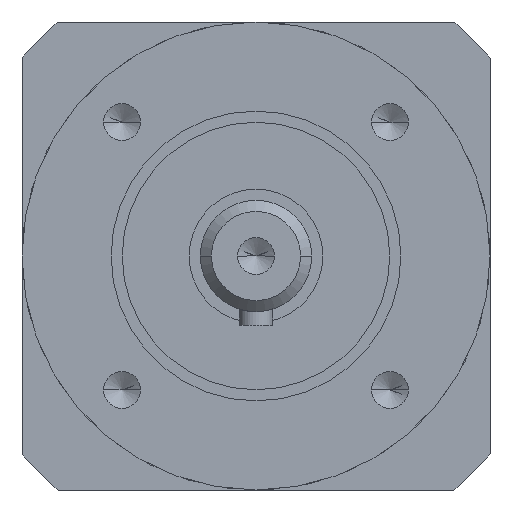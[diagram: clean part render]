
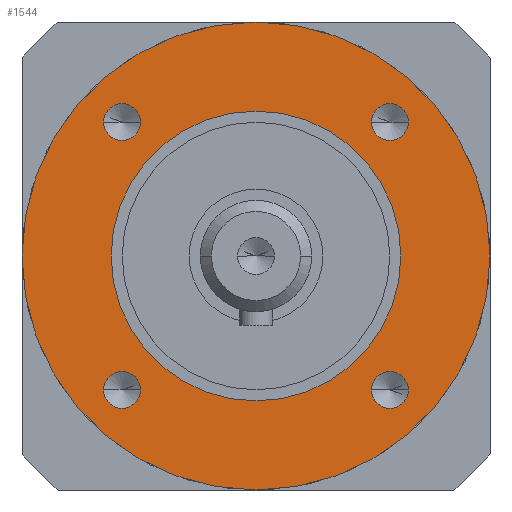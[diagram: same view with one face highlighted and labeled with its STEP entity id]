
A CAD part, left-side view. The second image highlights one B-rep face of the part: STEP entity #1544.
In plain terms, the highlighted planar face has unit normal (-1, 0, 0).
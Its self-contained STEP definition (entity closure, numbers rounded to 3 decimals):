
#9 = DIRECTION ( 'NONE',  ( 0., 1., 0. ) ) ;
#32 = DIRECTION ( 'NONE',  ( 0., 1., 0. ) ) ;
#53 = DIRECTION ( 'NONE',  ( 0., 1., 0. ) ) ;
#83 = CIRCLE ( 'NONE', #3771, 1.65 ) ;
#141 = DIRECTION ( 'NONE',  ( -1., 0., 0. ) ) ;
#162 = DIRECTION ( 'NONE',  ( 1., 0., 0. ) ) ;
#193 = CARTESIAN_POINT ( 'NONE',  ( 54.29, 0., 0. ) ) ;
#294 = ORIENTED_EDGE ( 'NONE', *, *, #635, .F. ) ;
#344 = CARTESIAN_POINT ( 'NONE',  ( 54.29, 13.671, -12.021 ) ) ;
#404 = AXIS2_PLACEMENT_3D ( 'NONE', #1927, #3445, #32 ) ;
#417 = VERTEX_POINT ( 'NONE', #4063 ) ;
#421 = CIRCLE ( 'NONE', #1317, 21. ) ;
#459 = CARTESIAN_POINT ( 'NONE',  ( 54.29, -12.021, 12.021 ) ) ;
#473 = ORIENTED_EDGE ( 'NONE', *, *, #1810, .F. ) ;
#489 = ORIENTED_EDGE ( 'NONE', *, *, #2841, .F. ) ;
#534 = FACE_BOUND ( 'NONE', #4512, .T. ) ;
#535 = DIRECTION ( 'NONE',  ( 0., 1., 0. ) ) ;
#583 = VERTEX_POINT ( 'NONE', #1935 ) ;
#633 = EDGE_LOOP ( 'NONE', ( #4046, #489 ) ) ;
#635 = EDGE_CURVE ( 'NONE', #417, #2980, #83, .T. ) ;
#646 = EDGE_CURVE ( 'NONE', #1508, #583, #1613, .T. ) ;
#667 = ORIENTED_EDGE ( 'NONE', *, *, #915, .T. ) ;
#671 = EDGE_LOOP ( 'NONE', ( #473, #294 ) ) ;
#675 = CIRCLE ( 'NONE', #3449, 21. ) ;
#747 = AXIS2_PLACEMENT_3D ( 'NONE', #1912, #3428, #9 ) ;
#904 = FACE_BOUND ( 'NONE', #2182, .T. ) ;
#915 = EDGE_CURVE ( 'NONE', #1629, #3733, #675, .T. ) ;
#970 = EDGE_CURVE ( 'NONE', #3733, #1629, #421, .T. ) ;
#1072 = CIRCLE ( 'NONE', #1705, 1.65 ) ;
#1198 = DIRECTION ( 'NONE',  ( 0., 1., 0. ) ) ;
#1234 = DIRECTION ( 'NONE',  ( -1., 0., 0. ) ) ;
#1317 = AXIS2_PLACEMENT_3D ( 'NONE', #4821, #1397, #2924 ) ;
#1327 = ORIENTED_EDGE ( 'NONE', *, *, #4635, .F. ) ;
#1337 = ORIENTED_EDGE ( 'NONE', *, *, #970, .T. ) ;
#1397 = DIRECTION ( 'NONE',  ( -1., 0., 0. ) ) ;
#1508 = VERTEX_POINT ( 'NONE', #3898 ) ;
#1516 = DIRECTION ( 'NONE',  ( 0., 1., 0. ) ) ;
#1544 = ADVANCED_FACE ( 'NONE', ( #2808, #4331, #904, #2447, #3951, #534 ), #2067, .F. ) ;
#1587 = EDGE_CURVE ( 'NONE', #3282, #1667, #4047, .T. ) ;
#1609 = CARTESIAN_POINT ( 'NONE',  ( 54.29, 12.021, 12.021 ) ) ;
#1613 = CIRCLE ( 'NONE', #4418, 1.65 ) ;
#1614 = CIRCLE ( 'NONE', #4419, 1.65 ) ;
#1629 = VERTEX_POINT ( 'NONE', #4798 ) ;
#1661 = DIRECTION ( 'NONE',  ( 0., 1., 0. ) ) ;
#1667 = VERTEX_POINT ( 'NONE', #2527 ) ;
#1685 = DIRECTION ( 'NONE',  ( 0., 0., -1. ) ) ;
#1705 = AXIS2_PLACEMENT_3D ( 'NONE', #1952, #3467, #53 ) ;
#1714 = DIRECTION ( 'NONE',  ( -1., 0., 0. ) ) ;
#1810 = EDGE_CURVE ( 'NONE', #2980, #417, #2103, .T. ) ;
#1867 = CARTESIAN_POINT ( 'NONE',  ( 54.29, 10.371, -12.021 ) ) ;
#1899 = AXIS2_PLACEMENT_3D ( 'NONE', #193, #1714, #3238 ) ;
#1912 = CARTESIAN_POINT ( 'NONE',  ( 54.29, 12.021, -12.021 ) ) ;
#1918 = CARTESIAN_POINT ( 'NONE',  ( 54.29, 13., 0. ) ) ;
#1927 = CARTESIAN_POINT ( 'NONE',  ( 54.29, -12.021, -12.021 ) ) ;
#1935 = CARTESIAN_POINT ( 'NONE',  ( 54.29, 13.671, 12.021 ) ) ;
#1952 = CARTESIAN_POINT ( 'NONE',  ( 54.29, -12.021, -12.021 ) ) ;
#1985 = DIRECTION ( 'NONE',  ( -1., 0., 0. ) ) ;
#2067 = PLANE ( 'NONE',  #2142 ) ;
#2103 = CIRCLE ( 'NONE', #4901, 1.65 ) ;
#2142 = AXIS2_PLACEMENT_3D ( 'NONE', #3574, #162, #1685 ) ;
#2182 = EDGE_LOOP ( 'NONE', ( #3091, #4572 ) ) ;
#2322 = AXIS2_PLACEMENT_3D ( 'NONE', #3095, #4622, #1198 ) ;
#2328 = ORIENTED_EDGE ( 'NONE', *, *, #2865, .F. ) ;
#2436 = CARTESIAN_POINT ( 'NONE',  ( 54.29, -10.371, 12.021 ) ) ;
#2447 = FACE_BOUND ( 'NONE', #671, .T. ) ;
#2480 = VERTEX_POINT ( 'NONE', #3472 ) ;
#2527 = CARTESIAN_POINT ( 'NONE',  ( 54.29, -13., 0. ) ) ;
#2572 = CIRCLE ( 'NONE', #404, 1.65 ) ;
#2687 = AXIS2_PLACEMENT_3D ( 'NONE', #3549, #141, #1661 ) ;
#2703 = CARTESIAN_POINT ( 'NONE',  ( 54.29, 21., 0. ) ) ;
#2760 = DIRECTION ( 'NONE',  ( 0., 1., 0. ) ) ;
#2808 = FACE_OUTER_BOUND ( 'NONE', #4816, .T. ) ;
#2841 = EDGE_CURVE ( 'NONE', #3285, #2480, #2572, .T. ) ;
#2865 = EDGE_CURVE ( 'NONE', #1667, #3282, #4480, .T. ) ;
#2909 = CIRCLE ( 'NONE', #747, 1.65 ) ;
#2914 = ORIENTED_EDGE ( 'NONE', *, *, #4614, .F. ) ;
#2924 = DIRECTION ( 'NONE',  ( 0., 1., 0. ) ) ;
#2980 = VERTEX_POINT ( 'NONE', #2436 ) ;
#3091 = ORIENTED_EDGE ( 'NONE', *, *, #4315, .F. ) ;
#3095 = CARTESIAN_POINT ( 'NONE',  ( 54.29, 0., 0. ) ) ;
#3123 = DIRECTION ( 'NONE',  ( -1., 0., 0. ) ) ;
#3238 = DIRECTION ( 'NONE',  ( 0., 1., 0. ) ) ;
#3282 = VERTEX_POINT ( 'NONE', #1918 ) ;
#3285 = VERTEX_POINT ( 'NONE', #3434 ) ;
#3408 = CARTESIAN_POINT ( 'NONE',  ( 54.29, 12.021, -12.021 ) ) ;
#3428 = DIRECTION ( 'NONE',  ( -1., 0., 0. ) ) ;
#3434 = CARTESIAN_POINT ( 'NONE',  ( 54.29, -13.671, -12.021 ) ) ;
#3445 = DIRECTION ( 'NONE',  ( -1., 0., 0. ) ) ;
#3449 = AXIS2_PLACEMENT_3D ( 'NONE', #4034, #3952, #535 ) ;
#3467 = DIRECTION ( 'NONE',  ( -1., 0., 0. ) ) ;
#3472 = CARTESIAN_POINT ( 'NONE',  ( 54.29, -10.371, -12.021 ) ) ;
#3496 = DIRECTION ( 'NONE',  ( 0., 1., 0. ) ) ;
#3538 = ORIENTED_EDGE ( 'NONE', *, *, #1587, .F. ) ;
#3549 = CARTESIAN_POINT ( 'NONE',  ( 54.29, 12.021, 12.021 ) ) ;
#3574 = CARTESIAN_POINT ( 'NONE',  ( 54.29, -13., 0. ) ) ;
#3733 = VERTEX_POINT ( 'NONE', #2703 ) ;
#3740 = EDGE_CURVE ( 'NONE', #2480, #3285, #1072, .T. ) ;
#3771 = AXIS2_PLACEMENT_3D ( 'NONE', #459, #1985, #3496 ) ;
#3898 = CARTESIAN_POINT ( 'NONE',  ( 54.29, 10.371, 12.021 ) ) ;
#3951 = FACE_BOUND ( 'NONE', #633, .T. ) ;
#3952 = DIRECTION ( 'NONE',  ( -1., 0., 0. ) ) ;
#4034 = CARTESIAN_POINT ( 'NONE',  ( 54.29, 0., 0. ) ) ;
#4046 = ORIENTED_EDGE ( 'NONE', *, *, #3740, .F. ) ;
#4047 = CIRCLE ( 'NONE', #1899, 13. ) ;
#4063 = CARTESIAN_POINT ( 'NONE',  ( 54.29, -13.671, 12.021 ) ) ;
#4315 = EDGE_CURVE ( 'NONE', #583, #1508, #4850, .T. ) ;
#4331 = FACE_BOUND ( 'NONE', #4351, .T. ) ;
#4351 = EDGE_LOOP ( 'NONE', ( #1327, #2914 ) ) ;
#4418 = AXIS2_PLACEMENT_3D ( 'NONE', #1609, #3123, #4653 ) ;
#4419 = AXIS2_PLACEMENT_3D ( 'NONE', #3408, #4936, #1516 ) ;
#4480 = CIRCLE ( 'NONE', #2322, 13. ) ;
#4512 = EDGE_LOOP ( 'NONE', ( #3538, #2328 ) ) ;
#4572 = ORIENTED_EDGE ( 'NONE', *, *, #646, .F. ) ;
#4593 = VERTEX_POINT ( 'NONE', #344 ) ;
#4595 = VERTEX_POINT ( 'NONE', #1867 ) ;
#4614 = EDGE_CURVE ( 'NONE', #4595, #4593, #1614, .T. ) ;
#4622 = DIRECTION ( 'NONE',  ( -1., 0., 0. ) ) ;
#4635 = EDGE_CURVE ( 'NONE', #4593, #4595, #2909, .T. ) ;
#4653 = DIRECTION ( 'NONE',  ( 0., 1., 0. ) ) ;
#4664 = CARTESIAN_POINT ( 'NONE',  ( 54.29, -12.021, 12.021 ) ) ;
#4798 = CARTESIAN_POINT ( 'NONE',  ( 54.29, -21., 0. ) ) ;
#4816 = EDGE_LOOP ( 'NONE', ( #1337, #667 ) ) ;
#4821 = CARTESIAN_POINT ( 'NONE',  ( 54.29, 0., 0. ) ) ;
#4850 = CIRCLE ( 'NONE', #2687, 1.65 ) ;
#4901 = AXIS2_PLACEMENT_3D ( 'NONE', #4664, #1234, #2760 ) ;
#4936 = DIRECTION ( 'NONE',  ( -1., 0., 0. ) ) ;
